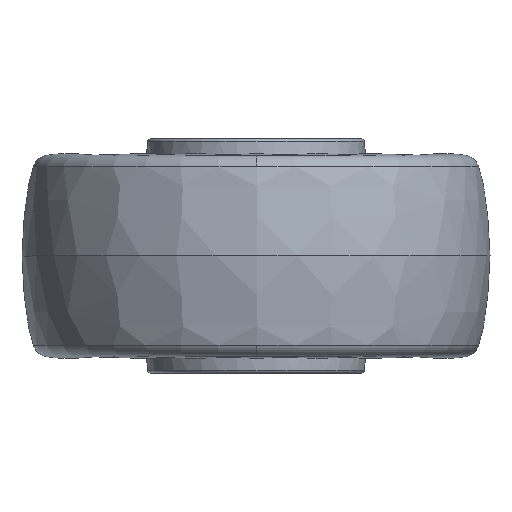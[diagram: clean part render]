
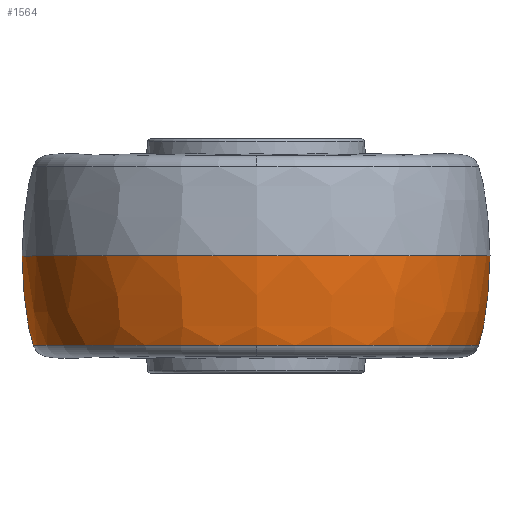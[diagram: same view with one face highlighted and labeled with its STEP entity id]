
A CAD part, left-side view. The second image highlights one B-rep face of the part: STEP entity #1564.
In plain terms, the highlighted free-form (B-spline) face has degree [3, 3] with [4, 4] control points.
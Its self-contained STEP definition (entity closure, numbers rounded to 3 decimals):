
#208 = EDGE_CURVE ( 'NONE', #4847, #1626, #6836, .T. ) ;
#371 = VERTEX_POINT ( 'NONE', #1592 ) ;
#432 = EDGE_LOOP ( 'NONE', ( #6350, #4857, #5872, #637, #4088 ) ) ;
#507 = CARTESIAN_POINT ( 'NONE',  ( -76.004, -38.278, -15.292 ) ) ;
#637 = ORIENTED_EDGE ( 'NONE', *, *, #6178, .F. ) ;
#686 =( BOUNDED_CURVE ( )  B_SPLINE_CURVE ( 3, ( #2121, #4255, #2545, #3202 ),
 .UNSPECIFIED., .F., .F. ) 
 B_SPLINE_CURVE_WITH_KNOTS ( ( 4, 4 ),
 ( 0., 1. ),
 .UNSPECIFIED. ) 
 CURVE ( )  GEOMETRIC_REPRESENTATION_ITEM ( )  RATIONAL_B_SPLINE_CURVE ( ( 0.984, 0.808, 0.719, 0.72 ) ) 
 REPRESENTATION_ITEM ( '' )  );
#988 = CARTESIAN_POINT ( 'NONE',  ( -79.823, 39.622, -6.975 ) ) ;
#1023 = CARTESIAN_POINT ( 'NONE',  ( -0.116, 40., 0. ) ) ;
#1059 = CARTESIAN_POINT ( 'NONE',  ( -0.11, 38.057, -15.292 ) ) ;
#1460 = CARTESIAN_POINT ( 'NONE',  ( -79.884, -40.232, 0. ) ) ;
#1528 = CARTESIAN_POINT ( 'NONE',  ( -38.057, -0.11, -15.292 ) ) ;
#1559 = CARTESIAN_POINT ( 'NONE',  ( 0.116, -40., 0. ) ) ;
#1564 = ADVANCED_FACE ( 'NONE', ( #5611 ), #6934, .T. ) ;
#1571 = EDGE_CURVE ( 'NONE', #371, #3876, #686, .T. ) ;
#1592 = CARTESIAN_POINT ( 'NONE',  ( 0.11, -38.057, -15.292 ) ) ;
#1626 = VERTEX_POINT ( 'NONE', #1528 ) ;
#1988 = CARTESIAN_POINT ( 'NONE',  ( -0.11, 38.057, -15.292 ) ) ;
#2087 = CARTESIAN_POINT ( 'NONE',  ( 0.116, -39.853, -6.975 ) ) ;
#2121 = CARTESIAN_POINT ( 'NONE',  ( 0.11, -38.057, -15.292 ) ) ;
#2473 = AXIS2_PLACEMENT_3D ( 'NONE', #3210, #4266, #3243 ) ;
#2545 = CARTESIAN_POINT ( 'NONE',  ( 0.116, -39.853, -6.975 ) ) ;
#2632 = EDGE_CURVE ( 'NONE', #3432, #3876, #2792, .T. ) ;
#2650 = CARTESIAN_POINT ( 'NONE',  ( 0.11, -38.057, -15.292 ) ) ;
#2792 = CIRCLE ( 'NONE', #2473, 40. ) ;
#2983 = DIRECTION ( 'NONE',  ( 1., 0.003, 0. ) ) ;
#3202 = CARTESIAN_POINT ( 'NONE',  ( 0.116, -40., 0. ) ) ;
#3210 = CARTESIAN_POINT ( 'NONE',  ( 0., 0., 0. ) ) ;
#3243 = DIRECTION ( 'NONE',  ( 1., 0.003, 0. ) ) ;
#3396 = AXIS2_PLACEMENT_3D ( 'NONE', #6617, #6652, #2983 ) ;
#3432 = VERTEX_POINT ( 'NONE', #6079 ) ;
#3510 =( BOUNDED_CURVE ( )  B_SPLINE_CURVE ( 3, ( #1988, #4721, #5741, #4653 ),
 .UNSPECIFIED., .F., .F. ) 
 B_SPLINE_CURVE_WITH_KNOTS ( ( 4, 4 ),
 ( 0., 1. ),
 .UNSPECIFIED. ) 
 CURVE ( )  GEOMETRIC_REPRESENTATION_ITEM ( )  RATIONAL_B_SPLINE_CURVE ( ( 0.984, 0.808, 0.719, 0.72 ) ) 
 REPRESENTATION_ITEM ( '' )  );
#3587 = CARTESIAN_POINT ( 'NONE',  ( -80.116, 39.768, 0. ) ) ;
#3840 = CARTESIAN_POINT ( 'NONE',  ( 0.116, -40., 0. ) ) ;
#3876 = VERTEX_POINT ( 'NONE', #3840 ) ;
#4000 = DIRECTION ( 'NONE',  ( 0., 0., 1. ) ) ;
#4088 = ORIENTED_EDGE ( 'NONE', *, *, #208, .T. ) ;
#4113 = CARTESIAN_POINT ( 'NONE',  ( -0.11, 38.057, -15.292 ) ) ;
#4152 = CARTESIAN_POINT ( 'NONE',  ( -78.047, -39.307, -12.426 ) ) ;
#4255 = CARTESIAN_POINT ( 'NONE',  ( 0.113, -39.08, -12.426 ) ) ;
#4266 = DIRECTION ( 'NONE',  ( 0., 0., 1. ) ) ;
#4653 = CARTESIAN_POINT ( 'NONE',  ( -0.116, 40., 0. ) ) ;
#4721 = CARTESIAN_POINT ( 'NONE',  ( -0.113, 39.08, -12.426 ) ) ;
#4741 = EDGE_CURVE ( 'NONE', #1626, #371, #5210, .T. ) ;
#4798 = CARTESIAN_POINT ( 'NONE',  ( -78.273, 38.853, -12.426 ) ) ;
#4847 = VERTEX_POINT ( 'NONE', #4113 ) ;
#4857 = ORIENTED_EDGE ( 'NONE', *, *, #1571, .T. ) ;
#5210 = CIRCLE ( 'NONE', #3396, 38.057 ) ;
#5217 = CARTESIAN_POINT ( 'NONE',  ( -76.224, 37.836, -15.292 ) ) ;
#5313 = CARTESIAN_POINT ( 'NONE',  ( -0.113, 39.08, -12.426 ) ) ;
#5611 = FACE_OUTER_BOUND ( 'NONE', #432, .T. ) ;
#5741 = CARTESIAN_POINT ( 'NONE',  ( -0.116, 39.853, -6.975 ) ) ;
#5872 = ORIENTED_EDGE ( 'NONE', *, *, #2632, .F. ) ;
#6079 = CARTESIAN_POINT ( 'NONE',  ( -0.116, 40., 0. ) ) ;
#6157 = DIRECTION ( 'NONE',  ( 1., 0.003, 0. ) ) ;
#6178 = EDGE_CURVE ( 'NONE', #4847, #3432, #3510, .T. ) ;
#6279 = CARTESIAN_POINT ( 'NONE',  ( -79.591, -40.085, -6.975 ) ) ;
#6282 = AXIS2_PLACEMENT_3D ( 'NONE', #6685, #4000, #6157 ) ;
#6350 = ORIENTED_EDGE ( 'NONE', *, *, #4741, .T. ) ;
#6385 = CARTESIAN_POINT ( 'NONE',  ( 0.113, -39.08, -12.426 ) ) ;
#6617 = CARTESIAN_POINT ( 'NONE',  ( 0., 0., -15.292 ) ) ;
#6652 = DIRECTION ( 'NONE',  ( 0., 0., 1. ) ) ;
#6685 = CARTESIAN_POINT ( 'NONE',  ( 0., 0., -15.292 ) ) ;
#6836 = CIRCLE ( 'NONE', #6282, 38.057 ) ;
#6873 = CARTESIAN_POINT ( 'NONE',  ( -0.116, 39.853, -6.975 ) ) ;
#6934 =( BOUNDED_SURFACE ( )  B_SPLINE_SURFACE ( 3, 3, ( 
 ( #2650, #507, #5217, #1059 ),
 ( #6385, #4152, #4798, #5313 ),
 ( #2087, #6279, #988, #6873 ),
 ( #1559, #1460, #3587, #1023 ) ),
 .UNSPECIFIED., .F., .F., .F. ) 
 B_SPLINE_SURFACE_WITH_KNOTS ( ( 4, 4 ),
 ( 4, 4 ),
 ( 0., 1. ),
 ( 0., 1. ),
 .UNSPECIFIED. ) 
 GEOMETRIC_REPRESENTATION_ITEM ( )  RATIONAL_B_SPLINE_SURFACE ( (
 ( 0.984, 0.328, 0.328, 0.984),
 ( 0.808, 0.269, 0.269, 0.808),
 ( 0.719, 0.24, 0.24, 0.719),
 ( 0.72, 0.24, 0.24, 0.72) ) ) 
 REPRESENTATION_ITEM ( '' )  SURFACE ( )  );
